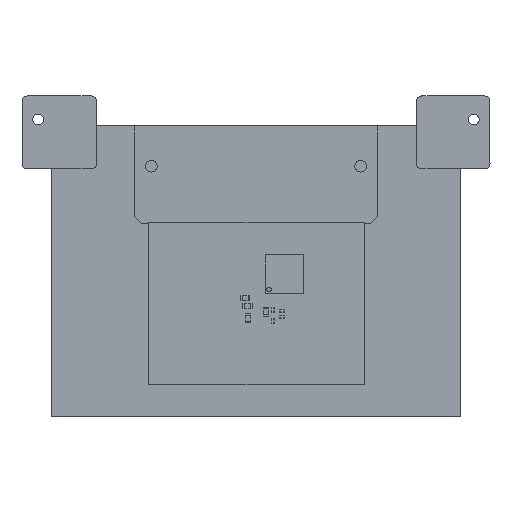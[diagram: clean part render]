
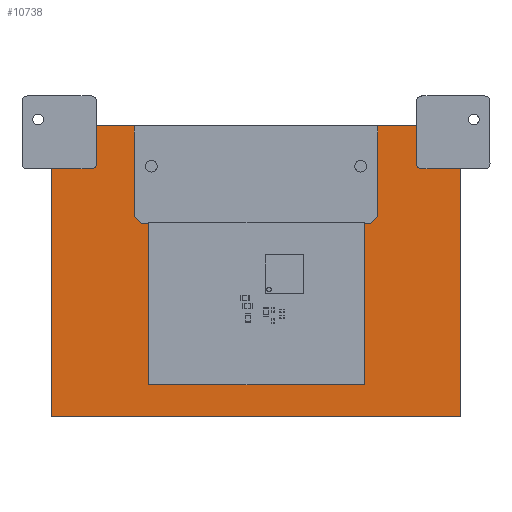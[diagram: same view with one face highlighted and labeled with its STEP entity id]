
A CAD part, front view. The second image highlights one B-rep face of the part: STEP entity #10738.
In plain terms, the highlighted planar face has unit normal (0, -1, 0).
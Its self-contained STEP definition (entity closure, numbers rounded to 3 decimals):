
#312=PLANE('',#11570);
#837=FACE_OUTER_BOUND('',#1480,.T.);
#1480=EDGE_LOOP('',(#7616,#7617,#7618,#7619,#7620,#7621,#7622,#7623,#7624,
#7625,#7626,#7627,#7628,#7629,#7630,#7631,#7632,#7633,#7634,#7635));
#2124=LINE('',#15685,#3416);
#2140=LINE('',#15730,#3432);
#2144=LINE('',#15742,#3436);
#2155=LINE('',#15770,#3447);
#2156=LINE('',#15773,#3448);
#2157=LINE('',#15775,#3449);
#2158=LINE('',#15776,#3450);
#2159=LINE('',#15778,#3451);
#2160=LINE('',#15780,#3452);
#2161=LINE('',#15782,#3453);
#2162=LINE('',#15784,#3454);
#2163=LINE('',#15786,#3455);
#2164=LINE('',#15788,#3456);
#2165=LINE('',#15790,#3457);
#2166=LINE('',#15792,#3458);
#2167=LINE('',#15794,#3459);
#2168=LINE('',#15796,#3460);
#2169=LINE('',#15797,#3461);
#3416=VECTOR('',#12510,10.);
#3432=VECTOR('',#12552,10.);
#3436=VECTOR('',#12566,10.);
#3447=VECTOR('',#12597,10.);
#3448=VECTOR('',#12600,10.);
#3449=VECTOR('',#12601,10.);
#3450=VECTOR('',#12602,10.);
#3451=VECTOR('',#12603,10.);
#3452=VECTOR('',#12604,10.);
#3453=VECTOR('',#12605,10.);
#3454=VECTOR('',#12606,10.);
#3455=VECTOR('',#12607,10.);
#3456=VECTOR('',#12608,10.);
#3457=VECTOR('',#12609,10.);
#3458=VECTOR('',#12610,10.);
#3459=VECTOR('',#12611,10.);
#3460=VECTOR('',#12612,10.);
#3461=VECTOR('',#12613,10.);
#4711=CIRCLE('',#11556,1.);
#4714=CIRCLE('',#11564,1.);
#4963=VERTEX_POINT('',#15682);
#4964=VERTEX_POINT('',#15684);
#4979=VERTEX_POINT('',#15727);
#4980=VERTEX_POINT('',#15729);
#4982=VERTEX_POINT('',#15739);
#4983=VERTEX_POINT('',#15741);
#4987=VERTEX_POINT('',#15755);
#4990=VERTEX_POINT('',#15768);
#4991=VERTEX_POINT('',#15772);
#4992=VERTEX_POINT('',#15774);
#4993=VERTEX_POINT('',#15777);
#4994=VERTEX_POINT('',#15779);
#4995=VERTEX_POINT('',#15781);
#4996=VERTEX_POINT('',#15783);
#4997=VERTEX_POINT('',#15785);
#4998=VERTEX_POINT('',#15787);
#4999=VERTEX_POINT('',#15789);
#5000=VERTEX_POINT('',#15791);
#5001=VERTEX_POINT('',#15793);
#5002=VERTEX_POINT('',#15795);
#5986=EDGE_CURVE('',#4963,#4964,#2124,.T.);
#6009=EDGE_CURVE('',#4979,#4980,#2140,.T.);
#6011=EDGE_CURVE('',#4964,#4979,#4711,.F.);
#6015=EDGE_CURVE('',#4982,#4983,#2144,.T.);
#6023=EDGE_CURVE('',#4987,#4982,#4714,.F.);
#6029=EDGE_CURVE('',#4990,#4987,#2155,.T.);
#6030=EDGE_CURVE('',#4991,#4990,#2156,.T.);
#6031=EDGE_CURVE('',#4992,#4991,#2157,.T.);
#6032=EDGE_CURVE('',#4980,#4992,#2158,.T.);
#6033=EDGE_CURVE('',#4993,#4963,#2159,.T.);
#6034=EDGE_CURVE('',#4994,#4993,#2160,.T.);
#6035=EDGE_CURVE('',#4995,#4994,#2161,.T.);
#6036=EDGE_CURVE('',#4996,#4995,#2162,.T.);
#6037=EDGE_CURVE('',#4997,#4996,#2163,.T.);
#6038=EDGE_CURVE('',#4998,#4997,#2164,.T.);
#6039=EDGE_CURVE('',#4999,#4998,#2165,.T.);
#6040=EDGE_CURVE('',#5000,#4999,#2166,.T.);
#6041=EDGE_CURVE('',#5001,#5000,#2167,.T.);
#6042=EDGE_CURVE('',#5002,#5001,#2168,.T.);
#6043=EDGE_CURVE('',#4983,#5002,#2169,.T.);
#7616=ORIENTED_EDGE('',*,*,#6029,.F.);
#7617=ORIENTED_EDGE('',*,*,#6030,.F.);
#7618=ORIENTED_EDGE('',*,*,#6031,.F.);
#7619=ORIENTED_EDGE('',*,*,#6032,.F.);
#7620=ORIENTED_EDGE('',*,*,#6009,.F.);
#7621=ORIENTED_EDGE('',*,*,#6011,.F.);
#7622=ORIENTED_EDGE('',*,*,#5986,.F.);
#7623=ORIENTED_EDGE('',*,*,#6033,.F.);
#7624=ORIENTED_EDGE('',*,*,#6034,.F.);
#7625=ORIENTED_EDGE('',*,*,#6035,.F.);
#7626=ORIENTED_EDGE('',*,*,#6036,.F.);
#7627=ORIENTED_EDGE('',*,*,#6037,.F.);
#7628=ORIENTED_EDGE('',*,*,#6038,.F.);
#7629=ORIENTED_EDGE('',*,*,#6039,.F.);
#7630=ORIENTED_EDGE('',*,*,#6040,.F.);
#7631=ORIENTED_EDGE('',*,*,#6041,.F.);
#7632=ORIENTED_EDGE('',*,*,#6042,.F.);
#7633=ORIENTED_EDGE('',*,*,#6043,.F.);
#7634=ORIENTED_EDGE('',*,*,#6015,.F.);
#7635=ORIENTED_EDGE('',*,*,#6023,.F.);
#10738=ADVANCED_FACE('',(#837),#312,.T.);
#11556=AXIS2_PLACEMENT_3D('',#15733,#12556,#12557);
#11564=AXIS2_PLACEMENT_3D('',#15757,#12581,#12582);
#11570=AXIS2_PLACEMENT_3D('',#15771,#12598,#12599);
#12510=DIRECTION('',(0.,0.,1.));
#12552=DIRECTION('',(-1.,0.,0.));
#12556=DIRECTION('center_axis',(0.,1.,0.));
#12557=DIRECTION('ref_axis',(0.707,0.,0.707));
#12566=DIRECTION('',(0.,0.,-1.));
#12581=DIRECTION('center_axis',(0.,1.,0.));
#12582=DIRECTION('ref_axis',(-0.707,0.,0.707));
#12597=DIRECTION('',(-1.,0.,0.));
#12598=DIRECTION('center_axis',(0.,-1.,0.));
#12599=DIRECTION('ref_axis',(0.,0.,1.));
#12600=DIRECTION('',(0.,0.,-1.));
#12601=DIRECTION('',(1.,0.,0.));
#12602=DIRECTION('',(0.,0.,1.));
#12603=DIRECTION('',(-1.,0.,0.));
#12604=DIRECTION('',(0.,0.,-1.));
#12605=DIRECTION('',(-0.707,0.,-0.707));
#12606=DIRECTION('',(-1.,0.,0.));
#12607=DIRECTION('',(0.,0.,-1.));
#12608=DIRECTION('',(-1.,0.,0.));
#12609=DIRECTION('',(0.,0.,1.));
#12610=DIRECTION('',(-1.,0.,0.));
#12611=DIRECTION('',(-0.707,0.,0.707));
#12612=DIRECTION('',(0.,0.,1.));
#12613=DIRECTION('',(-1.,0.,0.));
#15682=CARTESIAN_POINT('',(-29.811,-4.,-28.075));
#15684=CARTESIAN_POINT('',(-29.811,-4.,-21.075));
#15685=CARTESIAN_POINT('',(-29.811,-4.,-22.575));
#15727=CARTESIAN_POINT('',(-30.811,-4.,-20.075));
#15729=CARTESIAN_POINT('',(-37.911,-4.,-20.075));
#15730=CARTESIAN_POINT('',(-32.211,-4.,-20.075));
#15733=CARTESIAN_POINT('Origin',(-30.811,-4.,-21.075));
#15739=CARTESIAN_POINT('',(29.811,-4.,-21.075));
#15741=CARTESIAN_POINT('',(29.811,-4.,-28.075));
#15742=CARTESIAN_POINT('',(29.811,-4.,-20.075));
#15755=CARTESIAN_POINT('',(30.811,-4.,-20.075));
#15757=CARTESIAN_POINT('Origin',(30.811,-4.,-21.075));
#15768=CARTESIAN_POINT('',(38.111,-4.,-20.075));
#15770=CARTESIAN_POINT('',(0.1,-4.,-20.075));
#15771=CARTESIAN_POINT('Origin',(-34.611,-4.,-20.075));
#15772=CARTESIAN_POINT('',(38.111,-4.,25.958));
#15773=CARTESIAN_POINT('',(38.111,-4.,2.5));
#15774=CARTESIAN_POINT('',(-37.911,-4.,25.958));
#15775=CARTESIAN_POINT('',(-3.066,-4.,25.958));
#15776=CARTESIAN_POINT('',(-37.911,-4.,2.5));
#15777=CARTESIAN_POINT('',(-22.606,-4.,-28.075));
#15778=CARTESIAN_POINT('',(-0.4,-4.,-28.075));
#15779=CARTESIAN_POINT('',(-22.606,-4.,-11.267));
#15780=CARTESIAN_POINT('',(-22.606,-4.,-23.075));
#15781=CARTESIAN_POINT('',(-21.239,-4.,-9.9));
#15782=CARTESIAN_POINT('',(-27.809,-4.,-16.47));
#15783=CARTESIAN_POINT('',(-20.1,-4.,-9.9));
#15784=CARTESIAN_POINT('',(-27.925,-4.,-9.9));
#15785=CARTESIAN_POINT('',(-20.1,-4.,20.1));
#15786=CARTESIAN_POINT('',(-20.1,-4.,-15.088));
#15787=CARTESIAN_POINT('',(20.1,-4.,20.1));
#15788=CARTESIAN_POINT('',(-27.355,-4.,20.1));
#15789=CARTESIAN_POINT('',(20.1,-4.,-9.9));
#15790=CARTESIAN_POINT('',(20.1,-4.,0.012));
#15791=CARTESIAN_POINT('',(21.427,-4.,-9.9));
#15792=CARTESIAN_POINT('',(-27.925,-4.,-9.9));
#15793=CARTESIAN_POINT('',(22.794,-4.,-11.267));
#15794=CARTESIAN_POINT('',(9.961,-4.,1.566));
#15795=CARTESIAN_POINT('',(22.794,-4.,-28.075));
#15796=CARTESIAN_POINT('',(22.794,-4.,-15.671));
#15797=CARTESIAN_POINT('',(-0.4,-4.,-28.075));
